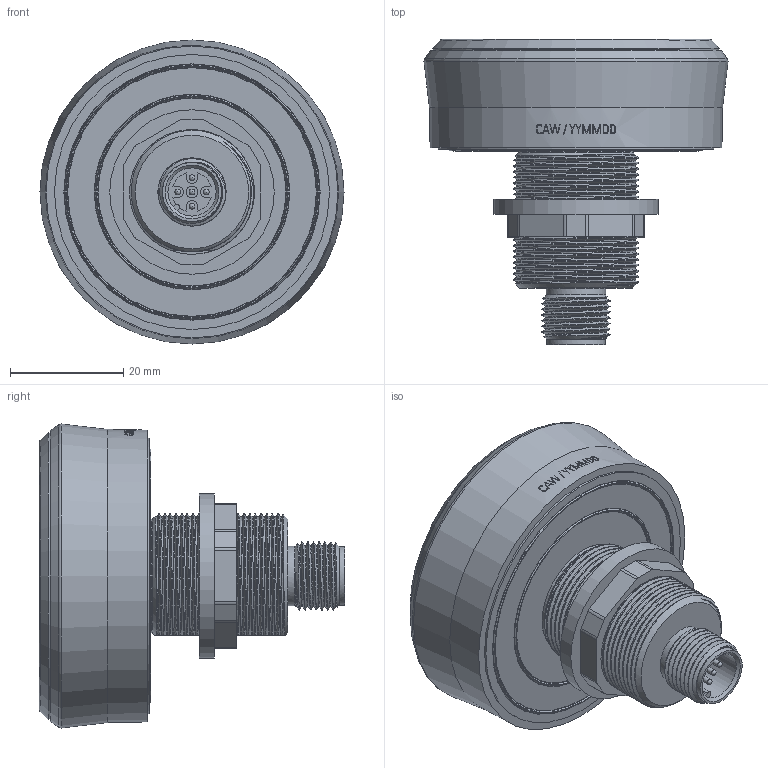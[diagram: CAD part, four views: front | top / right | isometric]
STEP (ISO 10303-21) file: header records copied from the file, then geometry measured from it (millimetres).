
FILE_DESCRIPTION (( 'STEP AP203' ), '1' );
FILE_NAME ('CAP004240-01.STEP', '2025-03-26T15:36:51', ( '' ), ( '' ), 'SwSTEP 2.0', 'SolidWorks 2024', '' );
FILE_SCHEMA (( 'CONFIG_CONTROL_DESIGN' ));
Length unit declared in the file: millimetre
Products named in the file (1): CAP004240-01
Bounding box: 53.61 x 53.84 x 53.61 mm (x, y, z)
Volume: 51108.3 mm3; surface area: 12853.8 mm2
Topology: 1 solids, 3 shells, 333 faces, 919 edges, 606 vertices
Faces by surface type: plane 159, cylinder 64, bspline 64, cone 28, torus 13, sphere 5
Full cylindrical faces by diameter (mm): 1 x5, 2 x1, 8.6 x1, 9.4 x2, 9.5 x2, 10.4 x1, 10.5 x1, 20 x1, 20.5 x1, 22 x1, 25.5 x1, 29 x1, 48.5 x1, 50.6 x1
Entity records: 18870 total; most frequent: CARTESIAN_POINT 11713, ORIENTED_EDGE 1644, DIRECTION 1138, EDGE_CURVE 822, VERTEX_POINT 567, AXIS2_PLACEMENT_3D 427, EDGE_LOOP 415, FACE_OUTER_BOUND 363
